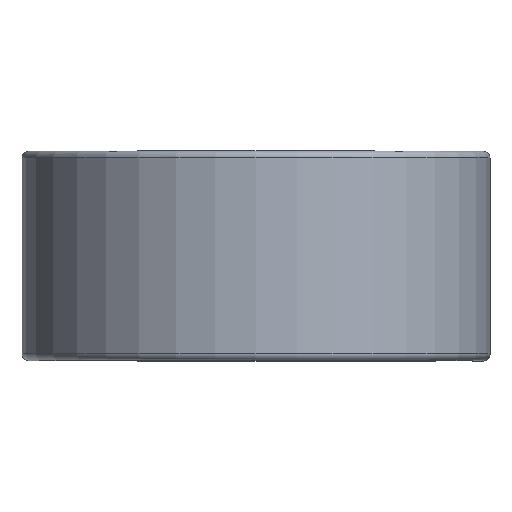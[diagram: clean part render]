
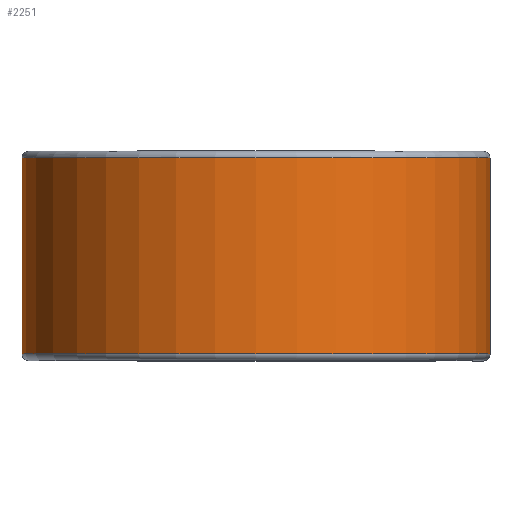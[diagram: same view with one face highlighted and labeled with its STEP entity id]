
A CAD part, top view. The second image highlights one B-rep face of the part: STEP entity #2251.
In plain terms, the highlighted cylindrical face has radius 26.619 mm (diameter 53.238 mm), a partial arc.
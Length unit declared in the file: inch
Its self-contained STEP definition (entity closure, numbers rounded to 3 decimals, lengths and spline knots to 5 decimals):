
#108 = CARTESIAN_POINT ( 'NONE',  ( 1.048, 0.43875, 0. ) ) ;
#141 = DIRECTION ( 'NONE',  ( 0., -1., 0. ) ) ;
#165 = DIRECTION ( 'NONE',  ( 0., 1., 0. ) ) ;
#303 = CARTESIAN_POINT ( 'NONE',  ( 0., 0.43875, -1.048 ) ) ;
#352 = CARTESIAN_POINT ( 'NONE',  ( 0., -0.43875, 0. ) ) ;
#355 = DIRECTION ( 'NONE',  ( 0., -1., 0. ) ) ;
#368 = DIRECTION ( 'NONE',  ( 0., 0., -1. ) ) ;
#483 = EDGE_CURVE ( 'NONE', #2284, #2298, #806, .T. ) ;
#491 = EDGE_LOOP ( 'NONE', ( #1937, #570, #799, #2043 ) ) ;
#516 = FACE_OUTER_BOUND ( 'NONE', #491, .T. ) ;
#570 = ORIENTED_EDGE ( 'NONE', *, *, #1384, .T. ) ;
#624 = CIRCLE ( 'NONE', #1275, 1.048 ) ;
#682 = EDGE_CURVE ( 'NONE', #2284, #1760, #624, .T. ) ;
#691 = VERTEX_POINT ( 'NONE', #303 ) ;
#799 = ORIENTED_EDGE ( 'NONE', *, *, #1723, .F. ) ;
#806 = LINE ( 'NONE', #108, #1208 ) ;
#898 = AXIS2_PLACEMENT_3D ( 'NONE', #1507, #141, #1509 ) ;
#945 = LINE ( 'NONE', #1597, #1308 ) ;
#983 = CYLINDRICAL_SURFACE ( 'NONE', #898, 1.048 ) ;
#1208 = VECTOR ( 'NONE', #165, 39.37008 ) ;
#1275 = AXIS2_PLACEMENT_3D ( 'NONE', #352, #355, #368 ) ;
#1308 = VECTOR ( 'NONE', #1787, 39.37008 ) ;
#1314 = DIRECTION ( 'NONE',  ( 0., 0., -1. ) ) ;
#1327 = DIRECTION ( 'NONE',  ( 0., -1., 0. ) ) ;
#1384 = EDGE_CURVE ( 'NONE', #2298, #691, #2289, .T. ) ;
#1455 = CARTESIAN_POINT ( 'NONE',  ( 0., 0.43875, 0. ) ) ;
#1507 = CARTESIAN_POINT ( 'NONE',  ( 0., 0.4375, 0. ) ) ;
#1509 = DIRECTION ( 'NONE',  ( 0., 0., -1. ) ) ;
#1530 = CARTESIAN_POINT ( 'NONE',  ( 1.048, 0.43875, 0. ) ) ;
#1597 = CARTESIAN_POINT ( 'NONE',  ( 0., 0.43875, -1.048 ) ) ;
#1723 = EDGE_CURVE ( 'NONE', #1760, #691, #945, .T. ) ;
#1760 = VERTEX_POINT ( 'NONE', #2358 ) ;
#1787 = DIRECTION ( 'NONE',  ( 0., 1., 0. ) ) ;
#1937 = ORIENTED_EDGE ( 'NONE', *, *, #483, .T. ) ;
#2043 = ORIENTED_EDGE ( 'NONE', *, *, #682, .F. ) ;
#2084 = CARTESIAN_POINT ( 'NONE',  ( 1.048, -0.43875, 0. ) ) ;
#2251 = ADVANCED_FACE ( 'NONE', ( #516 ), #983, .T. ) ;
#2277 = AXIS2_PLACEMENT_3D ( 'NONE', #1455, #1327, #1314 ) ;
#2284 = VERTEX_POINT ( 'NONE', #2084 ) ;
#2289 = CIRCLE ( 'NONE', #2277, 1.048 ) ;
#2298 = VERTEX_POINT ( 'NONE', #1530 ) ;
#2358 = CARTESIAN_POINT ( 'NONE',  ( 0., -0.43875, -1.048 ) ) ;
